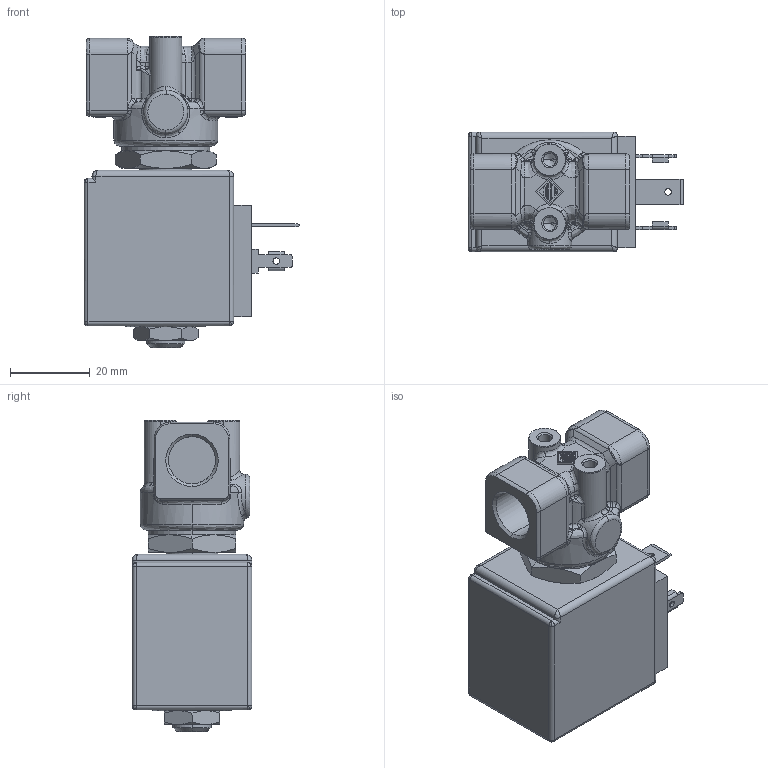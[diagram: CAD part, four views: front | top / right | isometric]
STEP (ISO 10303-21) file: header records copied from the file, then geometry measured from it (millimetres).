
FILE_DESCRIPTION (( 'STEP AP203' ), '1' );
FILE_NAME ('21A22K1V55-WT3-A.step', '2020-04-28T18:23:22', ( '' ), ( '' ), 'SwSTEP 2.0', 'SolidWorks 2019', '' );
FILE_SCHEMA (( 'CONFIG_CONTROL_DESIGN' ));
Length unit declared in the file: inch
Products named in the file (1): 21A22K1V55-WT3-A
Bounding box: 54.15 x 30 x 78.05 mm (x, y, z)
Volume: 56502.7 mm3; surface area: 24537 mm2
Topology: 5 solids, 10 shells, 617 faces, 1501 edges, 895 vertices
Faces by surface type: plane 245, bspline 163, cylinder 150, cone 57, torus 2
Entity records: 26306 total; most frequent: CARTESIAN_POINT 13470, ORIENTED_EDGE 2936, DIRECTION 2208, EDGE_CURVE 1468, VERTEX_POINT 895, AXIS2_PLACEMENT_3D 767, LINE 674, VECTOR 674
